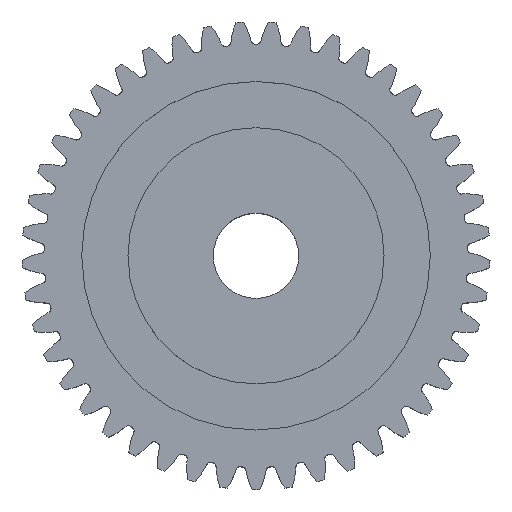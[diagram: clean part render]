
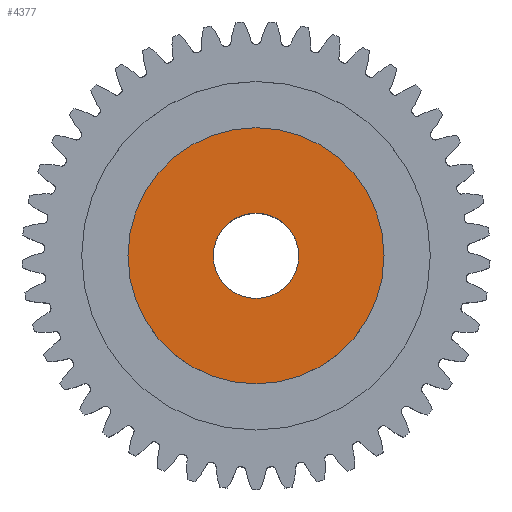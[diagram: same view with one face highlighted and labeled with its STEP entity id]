
A CAD part, top view. The second image highlights one B-rep face of the part: STEP entity #4377.
In plain terms, the highlighted planar face has unit normal (0, 0, 1).
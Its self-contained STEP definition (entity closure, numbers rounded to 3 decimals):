
#69 = DIRECTION ( 'NONE',  ( 1., 0., 0. ) ) ;
#70 = DIRECTION ( 'NONE',  ( 0., 0., 1. ) ) ;
#71 = CARTESIAN_POINT ( 'NONE',  ( 0., 0., 6. ) ) ;
#78 = CIRCLE ( 'NONE', #86, 3. ) ;
#86 = AXIS2_PLACEMENT_3D ( 'NONE', #71, #70, #69 ) ;
#2973 = VERTEX_POINT ( 'NONE', #7547 ) ;
#2986 = EDGE_CURVE ( 'NONE', #2973, #2989, #7589, .T. ) ;
#2989 = VERTEX_POINT ( 'NONE', #7595 ) ;
#4026 = VERTEX_POINT ( 'NONE', #9463 ) ;
#4238 = VERTEX_POINT ( 'NONE', #9749 ) ;
#4239 = EDGE_CURVE ( 'NONE', #4026, #4238, #9728, .T. ) ;
#4364 = ORIENTED_EDGE ( 'NONE', *, *, #2986, .F. ) ;
#4374 = EDGE_CURVE ( 'NONE', #4238, #4026, #9883, .T. ) ;
#4377 = ADVANCED_FACE ( 'NONE', ( #9832, #9842 ), #9849, .T. ) ;
#4378 = EDGE_LOOP ( 'NONE', ( #4847, #4364 ) ) ;
#4385 = ORIENTED_EDGE ( 'NONE', *, *, #4239, .T. ) ;
#4688 = EDGE_LOOP ( 'NONE', ( #4844, #4385 ) ) ;
#4838 = EDGE_CURVE ( 'NONE', #2989, #2973, #78, .T. ) ;
#4844 = ORIENTED_EDGE ( 'NONE', *, *, #4374, .T. ) ;
#4847 = ORIENTED_EDGE ( 'NONE', *, *, #4838, .F. ) ;
#7547 = CARTESIAN_POINT ( 'NONE',  ( -3., 0., 6. ) ) ;
#7581 = DIRECTION ( 'NONE',  ( 1., 0., 0. ) ) ;
#7582 = DIRECTION ( 'NONE',  ( 0., 0., 1. ) ) ;
#7583 = CARTESIAN_POINT ( 'NONE',  ( 0., 0., 6. ) ) ;
#7584 = AXIS2_PLACEMENT_3D ( 'NONE', #7583, #7582, #7581 ) ;
#7589 = CIRCLE ( 'NONE', #7584, 3. ) ;
#7595 = CARTESIAN_POINT ( 'NONE',  ( 3., 0., 6. ) ) ;
#9463 = CARTESIAN_POINT ( 'NONE',  ( 9., 0., 6. ) ) ;
#9698 = AXIS2_PLACEMENT_3D ( 'NONE', #9750, #9741, #9740 ) ;
#9728 = CIRCLE ( 'NONE', #9698, 9. ) ;
#9740 = DIRECTION ( 'NONE',  ( 1., 0., 0. ) ) ;
#9741 = DIRECTION ( 'NONE',  ( 0., 0., 1. ) ) ;
#9749 = CARTESIAN_POINT ( 'NONE',  ( -9., 0., 6. ) ) ;
#9750 = CARTESIAN_POINT ( 'NONE',  ( 0., 0., 6. ) ) ;
#9824 = DIRECTION ( 'NONE',  ( 1., 0., 0. ) ) ;
#9825 = DIRECTION ( 'NONE',  ( 0., 0., 1. ) ) ;
#9826 = CARTESIAN_POINT ( 'NONE',  ( 0., 0., 6. ) ) ;
#9832 = FACE_BOUND ( 'NONE', #4378, .T. ) ;
#9838 = DIRECTION ( 'NONE',  ( 1., 0., 0. ) ) ;
#9839 = DIRECTION ( 'NONE',  ( 0., 0., 1. ) ) ;
#9840 = CARTESIAN_POINT ( 'NONE',  ( 0., 0., 6. ) ) ;
#9841 = AXIS2_PLACEMENT_3D ( 'NONE', #9826, #9825, #9824 ) ;
#9842 = FACE_OUTER_BOUND ( 'NONE', #4688, .T. ) ;
#9848 = AXIS2_PLACEMENT_3D ( 'NONE', #9840, #9839, #9838 ) ;
#9849 = PLANE ( 'NONE',  #9841 ) ;
#9883 = CIRCLE ( 'NONE', #9848, 9. ) ;
